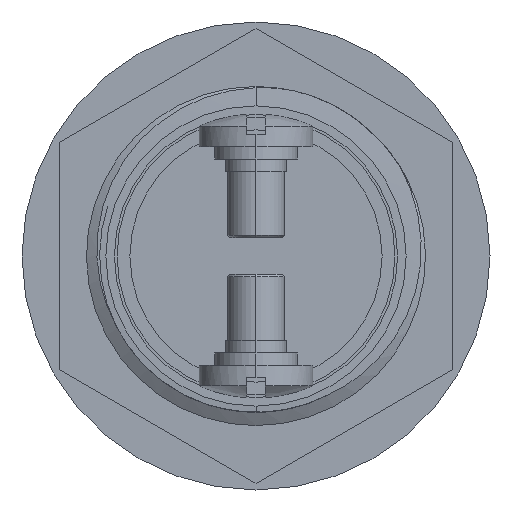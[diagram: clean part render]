
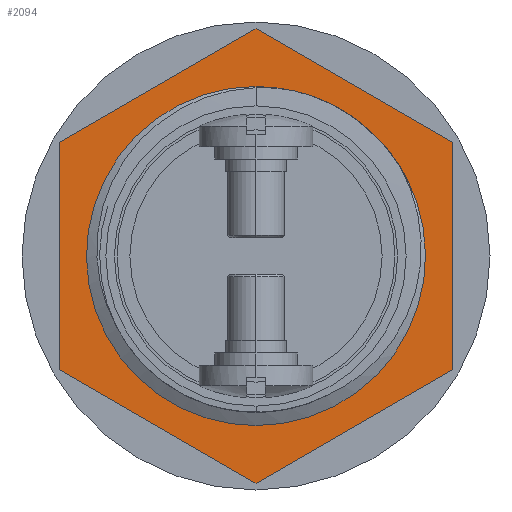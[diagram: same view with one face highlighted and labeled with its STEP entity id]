
A CAD part, left-side view. The second image highlights one B-rep face of the part: STEP entity #2094.
In plain terms, the highlighted face is planar.
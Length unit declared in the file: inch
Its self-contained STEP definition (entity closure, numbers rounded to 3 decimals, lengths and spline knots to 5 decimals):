
#70 = VERTEX_POINT ( 'NONE', #2333 ) ;
#97 = ORIENTED_EDGE ( 'NONE', *, *, #7636, .F. ) ;
#636 = LINE ( 'NONE', #2858, #5668 ) ;
#659 = VERTEX_POINT ( 'NONE', #5688 ) ;
#742 = VECTOR ( 'NONE', #5405, 39.37008 ) ;
#744 = ORIENTED_EDGE ( 'NONE', *, *, #6623, .T. ) ;
#762 = CARTESIAN_POINT ( 'NONE',  ( 0.19449, 0.46039, 0.093 ) ) ;
#782 = EDGE_CURVE ( 'NONE', #8144, #659, #4369, .T. ) ;
#917 = CARTESIAN_POINT ( 'NONE',  ( 0.19449, -0.35161, 0.093 ) ) ;
#1184 = DIRECTION ( 'NONE',  ( 0., 0., 1. ) ) ;
#1211 = VECTOR ( 'NONE', #6383, 39.37008 ) ;
#1276 = VERTEX_POINT ( 'NONE', #4317 ) ;
#1571 = DIRECTION ( 'NONE',  ( 0., 0., 1. ) ) ;
#1579 = CARTESIAN_POINT ( 'NONE',  ( -0.50872, 0.05439, 0.093 ) ) ;
#2094 = ADVANCED_FACE ( 'NONE', ( #4288, #2610 ), #2157, .F. ) ;
#2099 = VECTOR ( 'NONE', #3554, 39.37008 ) ;
#2101 = AXIS2_PLACEMENT_3D ( 'NONE', #5360, #1571, #5985 ) ;
#2157 = PLANE ( 'NONE',  #3429 ) ;
#2333 = CARTESIAN_POINT ( 'NONE',  ( 0.19449, -0.35161, 0.093 ) ) ;
#2450 = ORIENTED_EDGE ( 'NONE', *, *, #6986, .T. ) ;
#2610 = FACE_BOUND ( 'NONE', #5906, .T. ) ;
#2618 = CARTESIAN_POINT ( 'NONE',  ( 0.4289, 0.05439, 0.093 ) ) ;
#2799 = CARTESIAN_POINT ( 'NONE',  ( 0., 0., 0.093 ) ) ;
#2858 = CARTESIAN_POINT ( 'NONE',  ( -0.27432, 0.46039, 0.093 ) ) ;
#2876 = LINE ( 'NONE', #2618, #1211 ) ;
#2946 = VERTEX_POINT ( 'NONE', #4707 ) ;
#2999 = AXIS2_PLACEMENT_3D ( 'NONE', #4971, #1184, #5608 ) ;
#3342 = ORIENTED_EDGE ( 'NONE', *, *, #782, .T. ) ;
#3424 = DIRECTION ( 'NONE',  ( -1., 0., 0. ) ) ;
#3429 = AXIS2_PLACEMENT_3D ( 'NONE', #2799, #7183, #3424 ) ;
#3554 = DIRECTION ( 'NONE',  ( 0.5, -0.866, 0. ) ) ;
#3564 = EDGE_CURVE ( 'NONE', #659, #70, #6644, .T. ) ;
#3750 = ORIENTED_EDGE ( 'NONE', *, *, #5872, .F. ) ;
#3847 = VERTEX_POINT ( 'NONE', #6142 ) ;
#3894 = CARTESIAN_POINT ( 'NONE',  ( -0.50872, 0.05439, 0.093 ) ) ;
#3999 = ORIENTED_EDGE ( 'NONE', *, *, #3564, .T. ) ;
#4159 = CARTESIAN_POINT ( 'NONE',  ( -0.27432, -0.35161, 0.093 ) ) ;
#4167 = ORIENTED_EDGE ( 'NONE', *, *, #5598, .T. ) ;
#4288 = FACE_OUTER_BOUND ( 'NONE', #5300, .T. ) ;
#4317 = CARTESIAN_POINT ( 'NONE',  ( -0.27432, 0.46039, 0.093 ) ) ;
#4369 = LINE ( 'NONE', #4159, #2099 ) ;
#4696 = EDGE_CURVE ( 'NONE', #5979, #6992, #7426, .T. ) ;
#4702 = DIRECTION ( 'NONE',  ( 1., 0., 0. ) ) ;
#4707 = CARTESIAN_POINT ( 'NONE',  ( -0.38366, 0.05439, 0.093 ) ) ;
#4768 = CARTESIAN_POINT ( 'NONE',  ( 0.19449, 0.46039, 0.093 ) ) ;
#4971 = CARTESIAN_POINT ( 'NONE',  ( -0.03991, 0.05439, 0.093 ) ) ;
#5300 = EDGE_LOOP ( 'NONE', ( #2450, #3342, #3999, #4167, #6444, #744 ) ) ;
#5360 = CARTESIAN_POINT ( 'NONE',  ( -0.03991, 0.05439, 0.093 ) ) ;
#5405 = DIRECTION ( 'NONE',  ( -0.5, 0.866, 0. ) ) ;
#5598 = EDGE_CURVE ( 'NONE', #70, #5979, #2876, .T. ) ;
#5608 = DIRECTION ( 'NONE',  ( 1., 0., 0. ) ) ;
#5668 = VECTOR ( 'NONE', #6620, 39.37008 ) ;
#5688 = CARTESIAN_POINT ( 'NONE',  ( -0.27432, -0.35161, 0.093 ) ) ;
#5751 = CIRCLE ( 'NONE', #2999, 0.34375 ) ;
#5761 = VECTOR ( 'NONE', #7638, 39.37008 ) ;
#5872 = EDGE_CURVE ( 'NONE', #2946, #3847, #7702, .T. ) ;
#5906 = EDGE_LOOP ( 'NONE', ( #3750, #97 ) ) ;
#5979 = VERTEX_POINT ( 'NONE', #6756 ) ;
#5985 = DIRECTION ( 'NONE',  ( 1., 0., 0. ) ) ;
#6142 = CARTESIAN_POINT ( 'NONE',  ( 0.30384, 0.05439, 0.093 ) ) ;
#6383 = DIRECTION ( 'NONE',  ( 0.5, 0.866, 0. ) ) ;
#6444 = ORIENTED_EDGE ( 'NONE', *, *, #4696, .T. ) ;
#6459 = VECTOR ( 'NONE', #4702, 39.37008 ) ;
#6620 = DIRECTION ( 'NONE',  ( -1., 0., 0. ) ) ;
#6623 = EDGE_CURVE ( 'NONE', #6992, #1276, #636, .T. ) ;
#6644 = LINE ( 'NONE', #917, #6459 ) ;
#6756 = CARTESIAN_POINT ( 'NONE',  ( 0.4289, 0.05439, 0.093 ) ) ;
#6986 = EDGE_CURVE ( 'NONE', #1276, #8144, #7412, .T. ) ;
#6992 = VERTEX_POINT ( 'NONE', #762 ) ;
#7183 = DIRECTION ( 'NONE',  ( 0., 0., -1. ) ) ;
#7412 = LINE ( 'NONE', #3894, #5761 ) ;
#7426 = LINE ( 'NONE', #4768, #742 ) ;
#7636 = EDGE_CURVE ( 'NONE', #3847, #2946, #5751, .T. ) ;
#7638 = DIRECTION ( 'NONE',  ( -0.5, -0.866, 0. ) ) ;
#7702 = CIRCLE ( 'NONE', #2101, 0.34375 ) ;
#8144 = VERTEX_POINT ( 'NONE', #1579 ) ;
